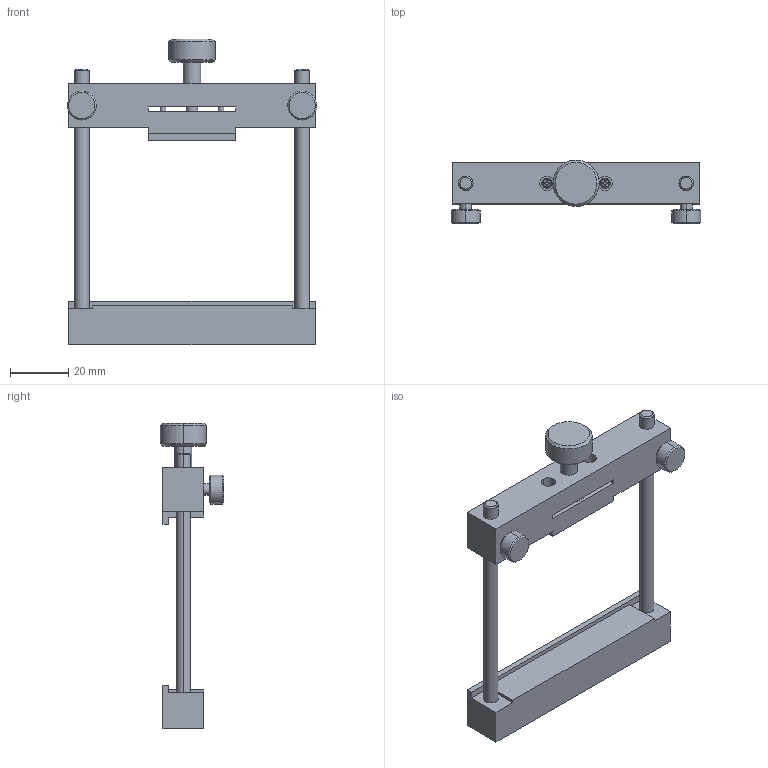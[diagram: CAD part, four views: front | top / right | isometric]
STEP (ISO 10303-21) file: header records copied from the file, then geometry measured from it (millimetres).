
FILE_DESCRIPTION (( 'STEP AP203' ), '1' );
FILE_NAME ('Web Model 54995.STEP', '2018-05-03T12:46:00', ( '' ), ( '' ), 'SwSTEP 2.0', 'SolidWorks 2016', '' );
FILE_SCHEMA (( 'CONFIG_CONTROL_DESIGN' ));
Length unit declared in the file: millimetre
Products named in the file (1): Web Model 54995
Bounding box: 86 x 22 x 105.4 mm (x, y, z)
Volume: 38597.1 mm3; surface area: 15991.7 mm2
Topology: 1 solids, 1 shells, 197 faces, 514 edges, 344 vertices
Faces by surface type: plane 99, cylinder 56, cone 30, torus 6, sphere 6
Entity records: 6151 total; most frequent: CARTESIAN_POINT 1298, ORIENTED_EDGE 1028, DIRECTION 970, EDGE_CURVE 514, AXIS2_PLACEMENT_3D 352, VERTEX_POINT 344, LINE 266, VECTOR 266
